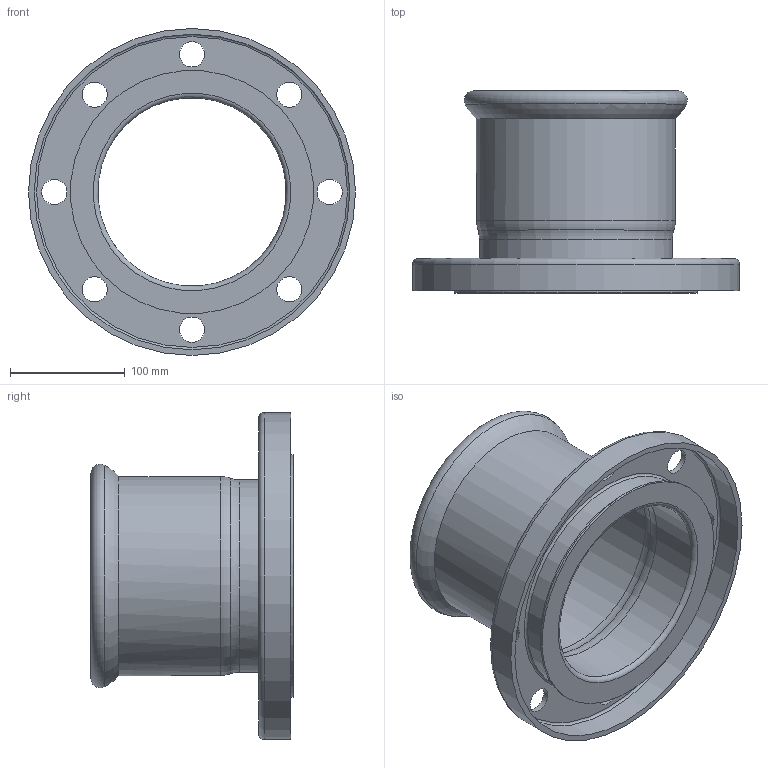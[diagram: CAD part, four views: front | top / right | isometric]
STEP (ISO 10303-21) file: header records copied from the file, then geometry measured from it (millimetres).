
FILE_DESCRIPTION(/* description */ (''),/* implementation_level */ '2;1');
FILE_NAME(/* name */ '193168001_Inoxpres.stp',/* time_stamp */ '2022-10-12T12:19:36+02:00',/* author */ ('Vault'),/* organization */ ('Raccorderie metalliche s.p.a. '),/* preprocessor_version */ 'ST-DEVELOPER v18.1',/* originating_system */ 'Autodesk Inventor 2020',/* authorisation */ 'Raccorderie metalliche s.p.a. ');
FILE_SCHEMA (('AUTOMOTIVE_DESIGN { 1 0 10303 214 3 1 1 }'));
Length unit declared in the file: millimetre
Products named in the file (1): 193168001_Inoxpres
Bounding box: 285 x 176.1 x 285 mm (x, y, z)
Volume: 655494.3 mm3; surface area: 359119.1 mm2
Topology: 1 solids, 1 shells, 44 faces, 157 edges, 121 vertices
Faces by surface type: cylinder 20, torus 16, plane 8
Full cylindrical faces by diameter (mm): 22 x8, 164.3 x1, 168.3 x1, 170 x1, 173 x3, 174 x1, 192 x1, 202 x1, 212 x1, 275 x1, 285 x1
Entity records: 1927 total; most frequent: DIRECTION 384, CARTESIAN_POINT 323, ORIENTED_EDGE 314, AXIS2_PLACEMENT_3D 182, EDGE_CURVE 157, CIRCLE 137, VERTEX_POINT 121, EDGE_LOOP 68
